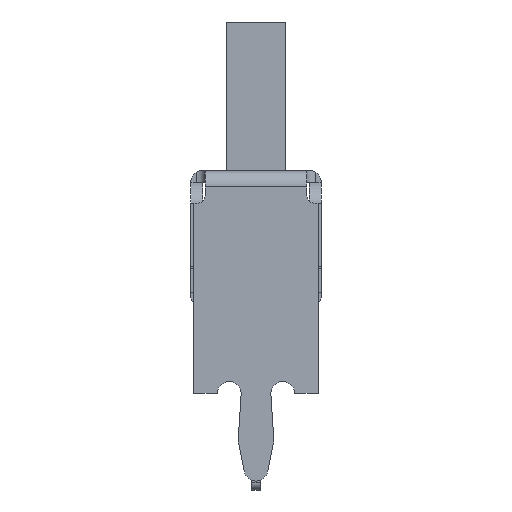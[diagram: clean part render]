
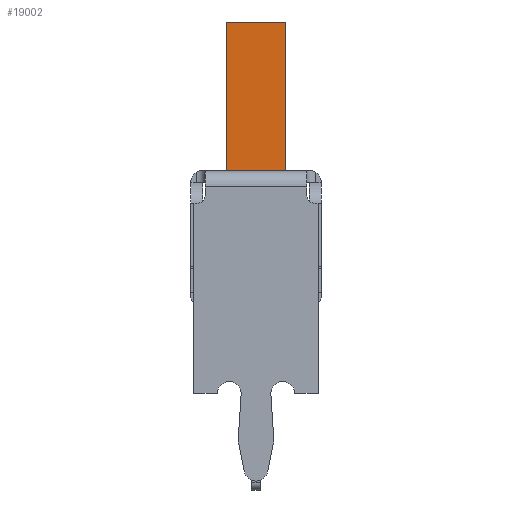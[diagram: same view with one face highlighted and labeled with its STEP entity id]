
A CAD part, left-side view. The second image highlights one B-rep face of the part: STEP entity #19002.
In plain terms, the highlighted planar face has unit normal (-1, 0, 0).
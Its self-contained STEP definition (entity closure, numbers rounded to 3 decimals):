
#1940 = PLANE('',#1941);
#1941 = AXIS2_PLACEMENT_3D('',#1942,#1943,#1944);
#1942 = CARTESIAN_POINT('',(0.,1.8,
    7.544));
#1943 = DIRECTION('',(0.,0.,1.));
#1944 = DIRECTION('',(1.,0.,-0.));
#2497 = VERTEX_POINT('',#2498);
#2498 = CARTESIAN_POINT('',(-3.,-1.,
    7.544));
#2609 = VERTEX_POINT('',#2610);
#2610 = CARTESIAN_POINT('',(-3.,1.,
    7.544));
#2636 = EDGE_CURVE('',#2497,#2609,#2637,.T.);
#2637 = SURFACE_CURVE('',#2638,(#2642,#2649),.PCURVE_S1.);
#2638 = LINE('',#2639,#2640);
#2639 = CARTESIAN_POINT('',(-3.,-1.,
    7.544));
#2640 = VECTOR('',#2641,1.);
#2641 = DIRECTION('',(0.,1.,0.));
#2642 = PCURVE('',#1940,#2643);
#2643 = DEFINITIONAL_REPRESENTATION('',(#2644),#2648);
#2644 = LINE('',#2645,#2646);
#2645 = CARTESIAN_POINT('',(-3.,-2.8));
#2646 = VECTOR('',#2647,1.);
#2647 = DIRECTION('',(0.,1.));
#2648 = ( GEOMETRIC_REPRESENTATION_CONTEXT(2) 
PARAMETRIC_REPRESENTATION_CONTEXT() REPRESENTATION_CONTEXT('2D SPACE',''
  ) );
#2649 = PCURVE('',#2650,#2655);
#2650 = PLANE('',#2651);
#2651 = AXIS2_PLACEMENT_3D('',#2652,#2653,#2654);
#2652 = CARTESIAN_POINT('',(-3.,1.,
    7.044));
#2653 = DIRECTION('',(-1.,0.,0.));
#2654 = DIRECTION('',(0.,-1.,0.));
#2655 = DEFINITIONAL_REPRESENTATION('',(#2656),#2660);
#2656 = LINE('',#2657,#2658);
#2657 = CARTESIAN_POINT('',(2.,0.5));
#2658 = VECTOR('',#2659,1.);
#2659 = DIRECTION('',(-1.,0.));
#2660 = ( GEOMETRIC_REPRESENTATION_CONTEXT(2) 
PARAMETRIC_REPRESENTATION_CONTEXT() REPRESENTATION_CONTEXT('2D SPACE',''
  ) );
#9548 = PLANE('',#9549);
#9549 = AXIS2_PLACEMENT_3D('',#9550,#9551,#9552);
#9550 = CARTESIAN_POINT('',(-1.,1.,
    7.044));
#9551 = DIRECTION('',(0.,1.,0.));
#9552 = DIRECTION('',(-1.,0.,0.));
#9617 = VERTEX_POINT('',#9618);
#9618 = CARTESIAN_POINT('',(-3.,1.,
    12.543));
#9632 = PLANE('',#9633);
#9633 = AXIS2_PLACEMENT_3D('',#9634,#9635,#9636);
#9634 = CARTESIAN_POINT('',(0.,0.,12.543));
#9635 = DIRECTION('',(0.,0.,1.));
#9636 = DIRECTION('',(1.,0.,-0.));
#9644 = EDGE_CURVE('',#9617,#2609,#9645,.T.);
#9645 = SURFACE_CURVE('',#9646,(#9650,#9657),.PCURVE_S1.);
#9646 = LINE('',#9647,#9648);
#9647 = CARTESIAN_POINT('',(-3.,1.,
    12.543));
#9648 = VECTOR('',#9649,1.);
#9649 = DIRECTION('',(0.,0.,-1.));
#9650 = PCURVE('',#9548,#9651);
#9651 = DEFINITIONAL_REPRESENTATION('',(#9652),#9656);
#9652 = LINE('',#9653,#9654);
#9653 = CARTESIAN_POINT('',(2.,5.499));
#9654 = VECTOR('',#9655,1.);
#9655 = DIRECTION('',(0.,-1.));
#9656 = ( GEOMETRIC_REPRESENTATION_CONTEXT(2) 
PARAMETRIC_REPRESENTATION_CONTEXT() REPRESENTATION_CONTEXT('2D SPACE',''
  ) );
#9657 = PCURVE('',#2650,#9658);
#9658 = DEFINITIONAL_REPRESENTATION('',(#9659),#9663);
#9659 = LINE('',#9660,#9661);
#9660 = CARTESIAN_POINT('',(0.,5.499));
#9661 = VECTOR('',#9662,1.);
#9662 = DIRECTION('',(0.,-1.));
#9663 = ( GEOMETRIC_REPRESENTATION_CONTEXT(2) 
PARAMETRIC_REPRESENTATION_CONTEXT() REPRESENTATION_CONTEXT('2D SPACE',''
  ) );
#9863 = PLANE('',#9864);
#9864 = AXIS2_PLACEMENT_3D('',#9865,#9866,#9867);
#9865 = CARTESIAN_POINT('',(-3.,-1.,
    7.044));
#9866 = DIRECTION('',(0.,-1.,0.));
#9867 = DIRECTION('',(1.,0.,0.));
#9880 = VERTEX_POINT('',#9881);
#9881 = CARTESIAN_POINT('',(-3.,-1.,
    12.543));
#9902 = EDGE_CURVE('',#9880,#9617,#9903,.T.);
#9903 = SURFACE_CURVE('',#9904,(#9908,#9915),.PCURVE_S1.);
#9904 = LINE('',#9905,#9906);
#9905 = CARTESIAN_POINT('',(-3.,-1.,
    12.543));
#9906 = VECTOR('',#9907,1.);
#9907 = DIRECTION('',(0.,1.,0.));
#9908 = PCURVE('',#9632,#9909);
#9909 = DEFINITIONAL_REPRESENTATION('',(#9910),#9914);
#9910 = LINE('',#9911,#9912);
#9911 = CARTESIAN_POINT('',(-3.,-1.));
#9912 = VECTOR('',#9913,1.);
#9913 = DIRECTION('',(0.,1.));
#9914 = ( GEOMETRIC_REPRESENTATION_CONTEXT(2) 
PARAMETRIC_REPRESENTATION_CONTEXT() REPRESENTATION_CONTEXT('2D SPACE',''
  ) );
#9915 = PCURVE('',#2650,#9916);
#9916 = DEFINITIONAL_REPRESENTATION('',(#9917),#9921);
#9917 = LINE('',#9918,#9919);
#9918 = CARTESIAN_POINT('',(2.,5.499));
#9919 = VECTOR('',#9920,1.);
#9920 = DIRECTION('',(-1.,0.));
#9921 = ( GEOMETRIC_REPRESENTATION_CONTEXT(2) 
PARAMETRIC_REPRESENTATION_CONTEXT() REPRESENTATION_CONTEXT('2D SPACE',''
  ) );
#10062 = EDGE_CURVE('',#9880,#2497,#10063,.T.);
#10063 = SURFACE_CURVE('',#10064,(#10068,#10075),.PCURVE_S1.);
#10064 = LINE('',#10065,#10066);
#10065 = CARTESIAN_POINT('',(-3.,-1.,
    12.543));
#10066 = VECTOR('',#10067,1.);
#10067 = DIRECTION('',(0.,0.,-1.));
#10068 = PCURVE('',#9863,#10069);
#10069 = DEFINITIONAL_REPRESENTATION('',(#10070),#10074);
#10070 = LINE('',#10071,#10072);
#10071 = CARTESIAN_POINT('',(0.,5.499));
#10072 = VECTOR('',#10073,1.);
#10073 = DIRECTION('',(0.,-1.));
#10074 = ( GEOMETRIC_REPRESENTATION_CONTEXT(2) 
PARAMETRIC_REPRESENTATION_CONTEXT() REPRESENTATION_CONTEXT('2D SPACE',''
  ) );
#10075 = PCURVE('',#2650,#10076);
#10076 = DEFINITIONAL_REPRESENTATION('',(#10077),#10081);
#10077 = LINE('',#10078,#10079);
#10078 = CARTESIAN_POINT('',(2.,5.499));
#10079 = VECTOR('',#10080,1.);
#10080 = DIRECTION('',(0.,-1.));
#10081 = ( GEOMETRIC_REPRESENTATION_CONTEXT(2) 
PARAMETRIC_REPRESENTATION_CONTEXT() REPRESENTATION_CONTEXT('2D SPACE',''
  ) );
#19002 = ADVANCED_FACE('',(#19003),#2650,.T.);
#19003 = FACE_BOUND('',#19004,.F.);
#19004 = EDGE_LOOP('',(#19005,#19006,#19007,#19008));
#19005 = ORIENTED_EDGE('',*,*,#2636,.T.);
#19006 = ORIENTED_EDGE('',*,*,#9644,.F.);
#19007 = ORIENTED_EDGE('',*,*,#9902,.F.);
#19008 = ORIENTED_EDGE('',*,*,#10062,.T.);
